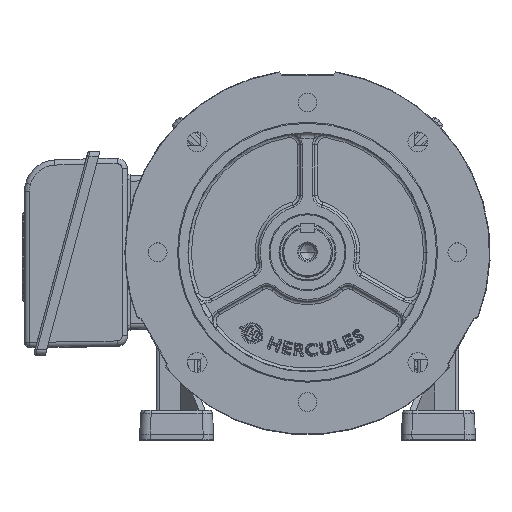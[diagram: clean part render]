
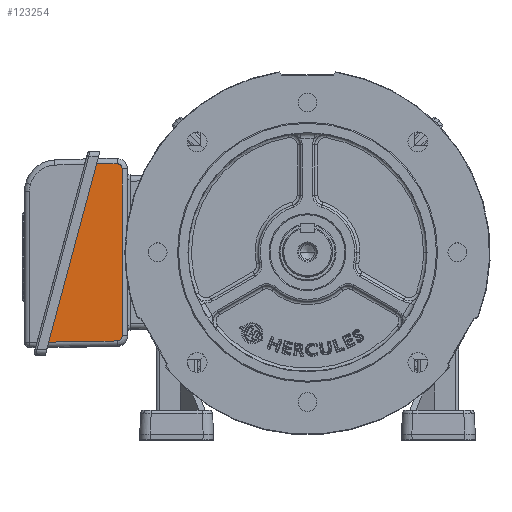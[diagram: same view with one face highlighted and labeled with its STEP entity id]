
A CAD part, top view. The second image highlights one B-rep face of the part: STEP entity #123254.
In plain terms, the highlighted face is planar.
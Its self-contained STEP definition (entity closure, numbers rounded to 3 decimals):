
#221 = VECTOR ( 'NONE', #109682, 1000. ) ;
#290 = CARTESIAN_POINT ( 'NONE',  ( 88.732, -83.039, 7.584 ) ) ;
#9380 =( BOUNDED_CURVE ( )  B_SPLINE_CURVE ( 3, ( #82830, #69113, #290, #72130 ),
 .UNSPECIFIED., .F., .F. ) 
 B_SPLINE_CURVE_WITH_KNOTS ( ( 4, 4 ),
 ( 1.85, 3.403 ),
 .UNSPECIFIED. ) 
 CURVE ( )  GEOMETRIC_REPRESENTATION_ITEM ( )  RATIONAL_B_SPLINE_CURVE ( ( 1., 0.809, 0.809, 1. ) ) 
 REPRESENTATION_ITEM ( '' )  );
#9533 = ORIENTED_EDGE ( 'NONE', *, *, #124992, .T. ) ;
#15875 = CARTESIAN_POINT ( 'NONE',  ( 88.66, -85.148, 12.413 ) ) ;
#18024 = ORIENTED_EDGE ( 'NONE', *, *, #94537, .T. ) ;
#19137 = ORIENTED_EDGE ( 'NONE', *, *, #149987, .T. ) ;
#22971 = CARTESIAN_POINT ( 'NONE',  ( 87.189, 85.916, 53.818 ) ) ;
#23961 = VECTOR ( 'NONE', #66788, 1000. ) ;
#27119 = CARTESIAN_POINT ( 'NONE',  ( 87.938, 85.144, 9.609 ) ) ;
#31079 =( BOUNDED_CURVE ( )  B_SPLINE_CURVE ( 3, ( #75960, #122597, #27119, #73709 ),
 .UNSPECIFIED., .F., .F. ) 
 B_SPLINE_CURVE_WITH_KNOTS ( ( 4, 4 ),
 ( 3.403, 4.957 ),
 .UNSPECIFIED. ) 
 CURVE ( )  GEOMETRIC_REPRESENTATION_ITEM ( )  RATIONAL_B_SPLINE_CURVE ( ( 1., 0.809, 0.809, 1. ) ) 
 REPRESENTATION_ITEM ( '' )  );
#32246 = VERTEX_POINT ( 'NONE', #138899 ) ;
#32626 = VECTOR ( 'NONE', #63251, 1000. ) ;
#36545 = DIRECTION ( 'NONE',  ( 0.017, 0., -1. ) ) ;
#58342 = LINE ( 'NONE', #125626, #23961 ) ;
#62326 = CARTESIAN_POINT ( 'NONE',  ( 87.5, -86.355, 81.523 ) ) ;
#63251 = DIRECTION ( 'NONE',  ( 0.017, 0.017, -1. ) ) ;
#66788 = DIRECTION ( 'NONE',  ( 0., 0.966, -0.259 ) ) ;
#66958 = EDGE_LOOP ( 'NONE', ( #96559, #76994, #18024, #9533, #19137, #117874 ) ) ;
#69113 = CARTESIAN_POINT ( 'NONE',  ( 88.707, -85.099, 9.609 ) ) ;
#70179 = PLANE ( 'NONE',  #100056 ) ;
#72130 = CARTESIAN_POINT ( 'NONE',  ( 88.719, -80.15, 7.584 ) ) ;
#73680 = LINE ( 'NONE', #22971, #83560 ) ;
#73709 = CARTESIAN_POINT ( 'NONE',  ( 87.889, 85.195, 12.497 ) ) ;
#75960 = CARTESIAN_POINT ( 'NONE',  ( 87.994, 80.196, 7.584 ) ) ;
#76994 = ORIENTED_EDGE ( 'NONE', *, *, #135215, .T. ) ;
#80279 = DIRECTION ( 'NONE',  ( -0.017, 0.017, 1. ) ) ;
#82830 = CARTESIAN_POINT ( 'NONE',  ( 88.658, -85.15, 12.497 ) ) ;
#83560 = VECTOR ( 'NONE', #80279, 1000. ) ;
#91378 = CARTESIAN_POINT ( 'NONE',  ( 87.5, 85.595, 35.449 ) ) ;
#94537 = EDGE_CURVE ( 'NONE', #119551, #32246, #9380, .T. ) ;
#94609 = FACE_OUTER_BOUND ( 'NONE', #66958, .T. ) ;
#96559 = ORIENTED_EDGE ( 'NONE', *, *, #115117, .F. ) ;
#98215 = CARTESIAN_POINT ( 'NONE',  ( 87.994, 80.173, 7.584 ) ) ;
#99929 = VERTEX_POINT ( 'NONE', #105899 ) ;
#100056 = AXIS2_PLACEMENT_3D ( 'NONE', #105314, #116792, #36545 ) ;
#105314 = CARTESIAN_POINT ( 'NONE',  ( 87.5, 12.221, 55.11 ) ) ;
#105899 = CARTESIAN_POINT ( 'NONE',  ( 87.994, 80.196, 7.584 ) ) ;
#109642 = VERTEX_POINT ( 'NONE', #91378 ) ;
#109682 = DIRECTION ( 'NONE',  ( -0.005, 1., 0. ) ) ;
#115117 = EDGE_CURVE ( 'NONE', #131913, #109642, #58342, .T. ) ;
#116792 = DIRECTION ( 'NONE',  ( 1., 0.005, 0.017 ) ) ;
#117874 = ORIENTED_EDGE ( 'NONE', *, *, #148992, .T. ) ;
#119551 = VERTEX_POINT ( 'NONE', #127863 ) ;
#122597 = CARTESIAN_POINT ( 'NONE',  ( 87.981, 83.084, 7.584 ) ) ;
#123254 = ADVANCED_FACE ( 'NONE', ( #94609 ), #70179, .T. ) ;
#124992 = EDGE_CURVE ( 'NONE', #32246, #99929, #134915, .T. ) ;
#125626 = CARTESIAN_POINT ( 'NONE',  ( 87.5, 12.221, 55.11 ) ) ;
#127143 = VERTEX_POINT ( 'NONE', #127241 ) ;
#127241 = CARTESIAN_POINT ( 'NONE',  ( 87.889, 85.195, 12.497 ) ) ;
#127863 = CARTESIAN_POINT ( 'NONE',  ( 88.658, -85.15, 12.497 ) ) ;
#131286 = LINE ( 'NONE', #15875, #32626 ) ;
#131913 = VERTEX_POINT ( 'NONE', #62326 ) ;
#134915 = LINE ( 'NONE', #98215, #221 ) ;
#135215 = EDGE_CURVE ( 'NONE', #131913, #119551, #131286, .T. ) ;
#138899 = CARTESIAN_POINT ( 'NONE',  ( 88.719, -80.15, 7.584 ) ) ;
#148992 = EDGE_CURVE ( 'NONE', #127143, #109642, #73680, .T. ) ;
#149987 = EDGE_CURVE ( 'NONE', #99929, #127143, #31079, .T. ) ;
